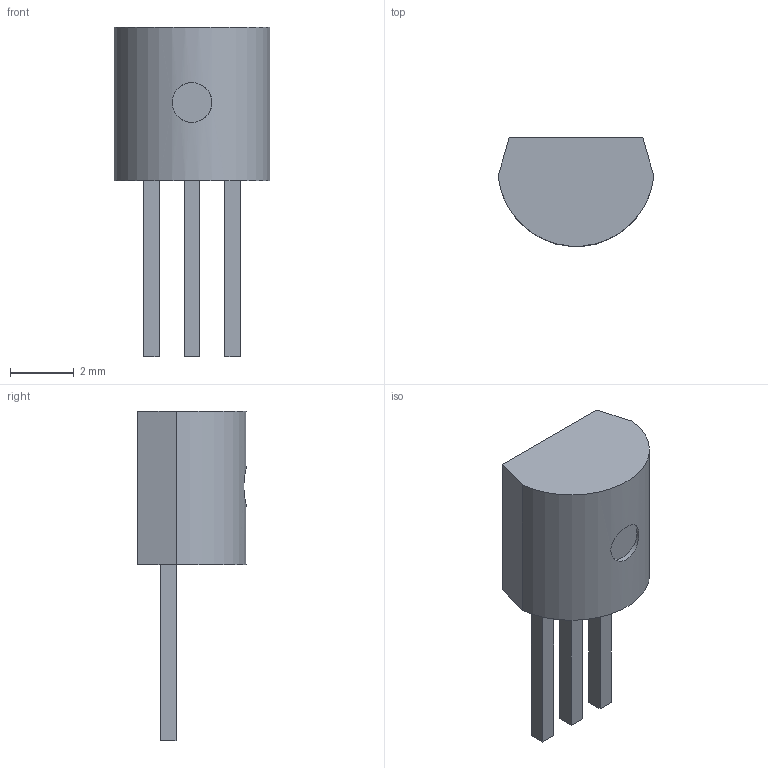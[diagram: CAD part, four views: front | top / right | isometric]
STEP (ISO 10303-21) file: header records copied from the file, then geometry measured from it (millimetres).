
FILE_DESCRIPTION(('FreeCAD Model'),'2;1');
FILE_NAME('TO-92-2.step', '2016-10-17T21:37:25',('Author'),(''), 'Open CASCADE STEP processor 6.8','FreeCAD','Unknown');
FILE_SCHEMA(('AUTOMOTIVE_DESIGN_CC2 { 1 2 10303 214 -1 1 5 4 }'));
Length unit declared in the file: millimetre
Products named in the file (3): ASSEMBLY; Head; Pins
Assembly tree (2 placements, depth 2):
  ASSEMBLY
    Head
    Pins
Bounding box: 4.9 x 3.42 x 10.37 mm (x, y, z)
Volume: 70.7 mm3; surface area: 130.2 mm2
Topology: 4 solids, 4 shells, 26 faces, 52 edges, 35 vertices
Faces by surface type: plane 24, cylinder 2
Full cylindrical faces by diameter (mm): 1.25 x1
Entity records: 1675 total; most frequent: CARTESIAN_POINT 490, DIRECTION 209, LINE 144, VECTOR 144, ORIENTED_EDGE 104, PCURVE 104, DEFINITIONAL_REPRESENTATION 104, EDGE_CURVE 52
